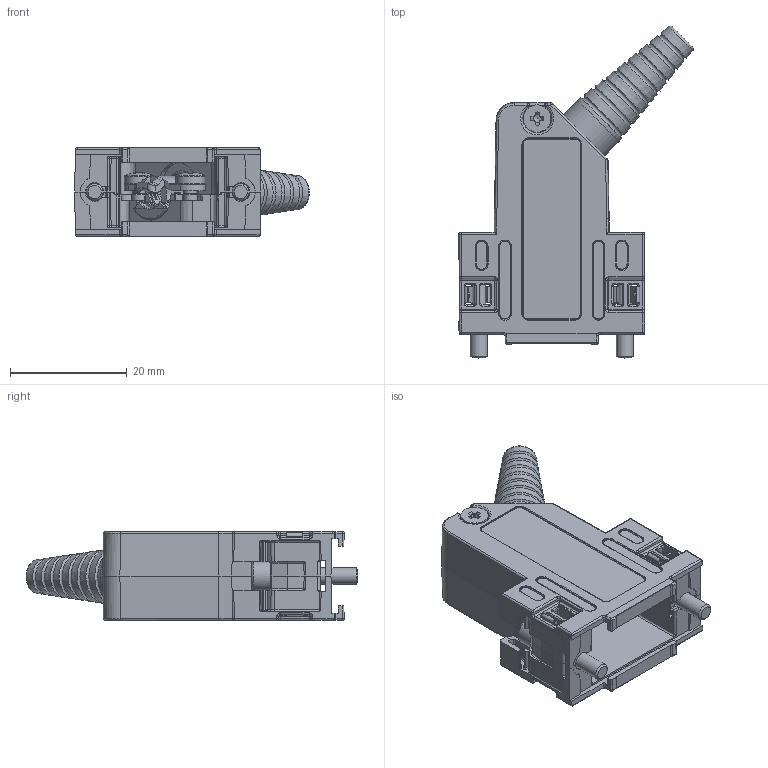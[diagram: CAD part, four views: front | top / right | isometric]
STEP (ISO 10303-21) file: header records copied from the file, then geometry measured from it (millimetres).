
FILE_DESCRIPTION(/* description */ (''),/* implementation_level */ '2;1');
FILE_NAME(/* name */ '2470901DCN18001-BG_01_1.stp',/* time_stamp */ '2023-03-22T10:40:46+01:00',/* author */ (''),/* organization */ (''),/* preprocessor_version */ 'ST-DEVELOPER v19.3',/* originating_system */ 'SIEMENS PLM Software NX2212.3001',/* authorisation */ '');
FILE_SCHEMA (('AUTOMOTIVE_DESIGN { 1 0 10303 214 3 1 1 1 }'));
Products named in the file (10): 217012DC0-T_02_Kabelreduzierung_GR1_kurz; 56625W; 5518K4A2-T_04; 2170010-T_02_Kabelklemme_Gr1; 2170030-T_05_Halteblech_GR1; 5659DC; 2170050-T_01_KT_GR1; 247094DCN-T_04_OT_PVH_Steg; 247093DCN-T_04_UT_PVH_Steg; 2470901DCN18001-BG_01
Assembly tree (12 placements, depth 2):
  2470901DCN18001-BG_01
    247093DCN-T_04_UT_PVH_Steg
    247094DCN-T_04_OT_PVH_Steg
    2170050-T_01_KT_GR1
    5659DC
    2170030-T_05_Halteblech_GR1  x2
    2170010-T_02_Kabelklemme_Gr1
    5518K4A2-T_04  x2
    56625W  x2
    217012DC0-T_02_Kabelreduzierung_GR1_kurz
Bounding box: 40.18 x 56.83 x 15.2 mm (x, y, z)
Volume: 6756.3 mm3; surface area: 11032.8 mm2
Topology: 12 solids, 12 shells, 2390 faces, 6024 edges, 3500 vertices
Faces by surface type: cylinder 886, plane 750, bspline 332, sphere 196, cone 103, torus 93, extrusion 30
Full cylindrical faces by diameter (mm): 2.2 x2, 2.3 x1, 2.4 x2, 2.5 x3, 2.6 x2, 2.86 x2, 4.7 x1, 5 x4, 7.5 x1, 10 x1
Entity records: 73133 total; most frequent: CARTESIAN_POINT 21697, DIRECTION 10788, ORIENTED_EDGE 10752, EDGE_CURVE 5376, AXIS2_PLACEMENT_3D 4125, VERTEX_POINT 3222, VECTOR 2538, LINE 2508
